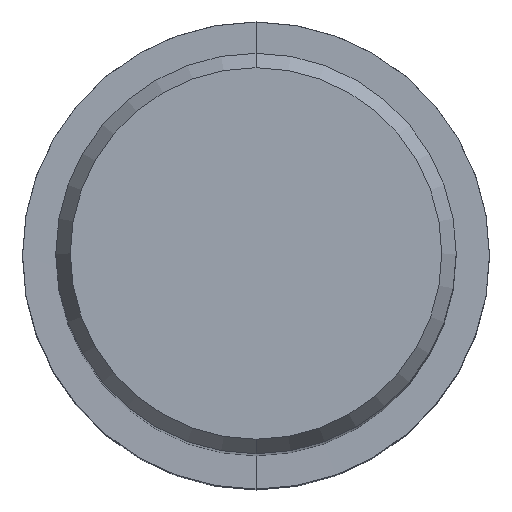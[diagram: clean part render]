
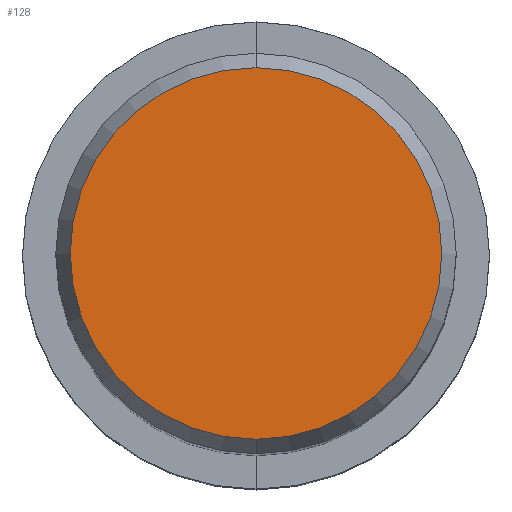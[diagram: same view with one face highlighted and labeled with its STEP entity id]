
A CAD part, top view. The second image highlights one B-rep face of the part: STEP entity #128.
In plain terms, the highlighted planar face has unit normal (0, 0, 1).
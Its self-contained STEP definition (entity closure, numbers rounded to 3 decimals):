
#82=VERTEX_POINT('',#195);
#102=VERTEX_POINT('',#217);
#112=EDGE_CURVE('',#102,#82,#229,.T.);
#128=ADVANCED_FACE('',(#248),#249,.T.);
#158=EDGE_CURVE('',#82,#102,#283,.T.);
#195=CARTESIAN_POINT('',(0.,-8.837,0.01));
#217=CARTESIAN_POINT('',(0.0,8.837,0.01));
#229=CIRCLE('',#358,8.837);
#248=FACE_OUTER_BOUND('',#379,.T.);
#249=PLANE('',#380);
#283=CIRCLE('',#422,8.837);
#358=AXIS2_PLACEMENT_3D('',#477,#478,#479);
#379=EDGE_LOOP('',(#509,#510));
#380=AXIS2_PLACEMENT_3D('',#511,#512,#513);
#422=AXIS2_PLACEMENT_3D('',#557,#558,#559);
#477=CARTESIAN_POINT('',(0.0,0.0,0.01));
#478=DIRECTION('',(0.0,0.0,-1.0));
#479=DIRECTION('',(0.0,1.0,0.0));
#509=ORIENTED_EDGE('',*,*,#112,.F.);
#510=ORIENTED_EDGE('',*,*,#158,.F.);
#511=CARTESIAN_POINT('',(0.0,4.419,0.01));
#512=DIRECTION('',(-0.0,0.0,1.0));
#513=DIRECTION('',(0.0,-1.0,0.0));
#557=CARTESIAN_POINT('',(0.0,0.0,0.01));
#558=DIRECTION('',(0.0,0.0,-1.0));
#559=DIRECTION('',(0.0,1.0,0.0));
